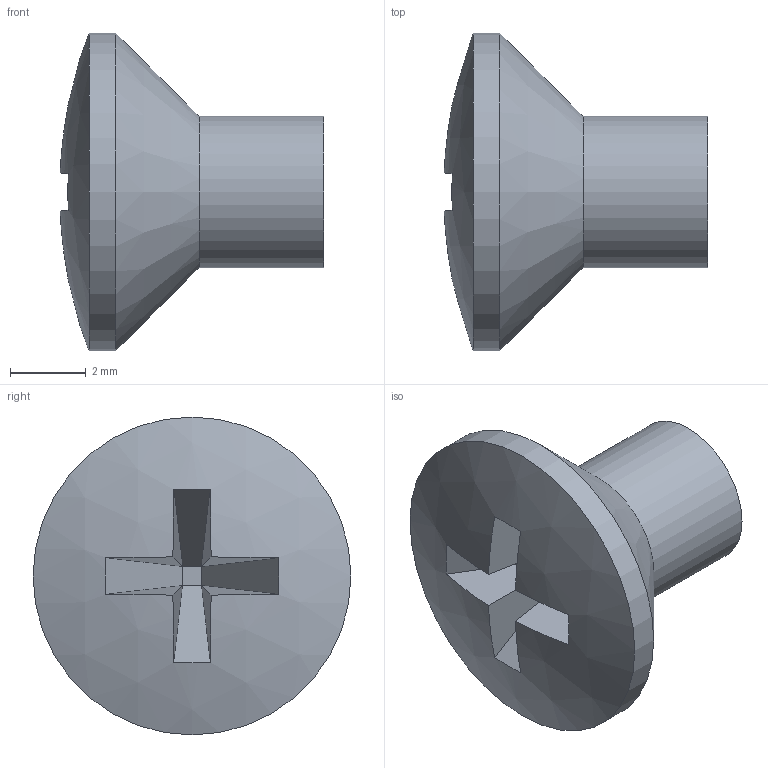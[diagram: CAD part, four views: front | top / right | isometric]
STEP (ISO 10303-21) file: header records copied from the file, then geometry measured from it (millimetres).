
FILE_DESCRIPTION( ( '' ), ' ' );
FILE_NAME( '5bb7059c35dee214c5ffec4c.step', '2018-10-05T06:33:01', ( '' ), ( '' ), ' ', ' ', ' ' );
FILE_SCHEMA( ( 'AUTOMOTIVE_DESIGN { 1 0 10303 214 1 1 1 1 }' ) );
Length unit declared in the file: metre
Products named in the file (1): Oval_Head_M4
Bounding box: 6.97 x 8.4 x 8.4 mm (x, y, z)
Volume: 161.1 mm3; surface area: 214.7 mm2
Topology: 1 solids, 1 shells, 18 faces, 35 edges, 20 vertices
Faces by surface type: plane 14, cylinder 2, cone 1, sphere 1
Full cylindrical faces by diameter (mm): 4 x1, 8.4 x1
Entity records: 600 total; most frequent: DIRECTION 86, CARTESIAN_POINT 71, ORIENTED_EDGE 64, AXIS2_PLACEMENT_3D 35, EDGE_CURVE 32, EDGE_LOOP 22, FACE_OUTER_BOUND 20, VERTEX_POINT 20
